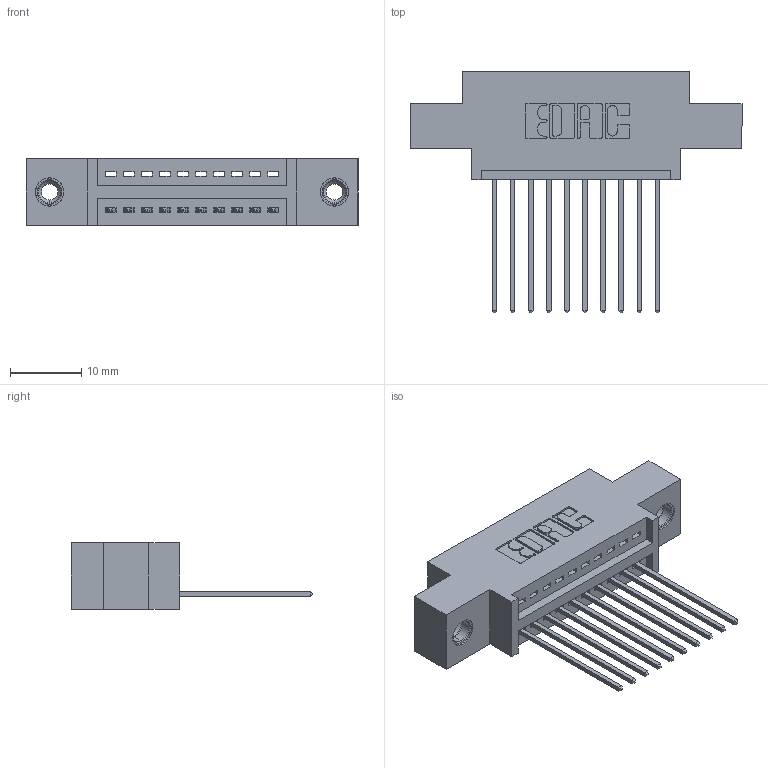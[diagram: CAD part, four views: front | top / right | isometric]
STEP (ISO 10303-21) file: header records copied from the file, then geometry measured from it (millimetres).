
FILE_DESCRIPTION (( 'STEP AP203' ), '1' );
FILE_NAME ('345-010-541-608.STEP', '2019-10-03T22:16:04', ( '' ), ( '' ), 'SwSTEP 2.0', 'SolidWorks 2016', '' );
FILE_SCHEMA (( 'CONFIG_CONTROL_DESIGN' ));
Length unit declared in the file: inch
Products named in the file (4): 345-010-541-608; 345 Part_0.170 Offset - 0.156 Dia-TI; 345-292-001_345-293-141; 345-250-001_345-250-003-102
Assembly tree (13 placements, depth 2):
  345-010-541-608
    345 Part_0.170 Offset - 0.156 Dia-TI
    345-292-001_345-293-141  x10
    345-250-001_345-250-003-102  x2
Bounding box: 46.61 x 33.96 x 9.4 mm (x, y, z)
Volume: 4077.9 mm3; surface area: 5324.2 mm2
Topology: 13 solids, 13 shells, 770 faces, 2249 edges, 1478 vertices
Faces by surface type: plane 516, cylinder 238, cone 12, torus 4
Entity records: 13170 total; most frequent: CARTESIAN_POINT 2265, ORIENTED_EDGE 2202, DIRECTION 2051, EDGE_CURVE 1101, LINE 909, VECTOR 909, VERTEX_POINT 728, AXIS2_PLACEMENT_3D 571
